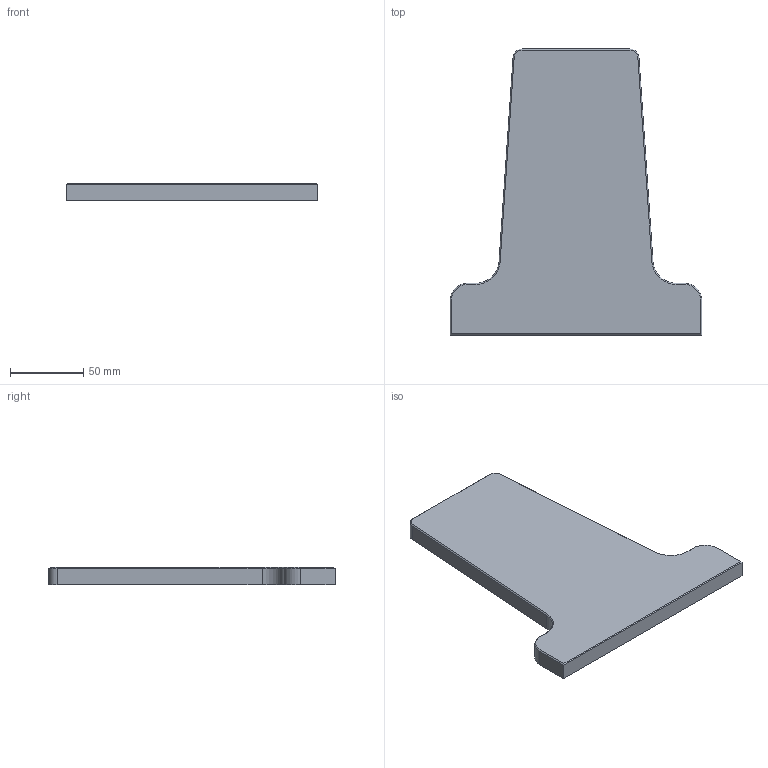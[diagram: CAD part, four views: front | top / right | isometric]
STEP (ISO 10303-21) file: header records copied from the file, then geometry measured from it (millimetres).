
FILE_DESCRIPTION(/* description */ (''),/* implementation_level */ '2;1');
FILE_NAME(/* name */ 'Plat 12mm Alu.step',/* time_stamp */ '2023-10-11T22:05:52+02:00',/* author */ (''),/* organization */ (''),/* preprocessor_version */ 'ST-DEVELOPER v20',/* originating_system */ 'Autodesk Translation Framework v12.9.0.99',/* authorisation */ '');
FILE_SCHEMA (('AUTOMOTIVE_DESIGN { 1 0 10303 214 3 1 1 }'));
Length unit declared in the file: millimetre
Products named in the file (1): Plat 12mm Alu
Bounding box: 172 x 195.5 x 12 mm (x, y, z)
Volume: 257933 mm3; surface area: 50964.5 mm2
Topology: 1 solids, 1 shells, 30 faces, 70 edges, 42 vertices
Faces by surface type: plane 18, cone 6, cylinder 6
Entity records: 877 total; most frequent: CARTESIAN_POINT 155, DIRECTION 146, ORIENTED_EDGE 140, EDGE_CURVE 70, AXIS2_PLACEMENT_3D 49, LINE 48, VECTOR 48, VERTEX_POINT 42
